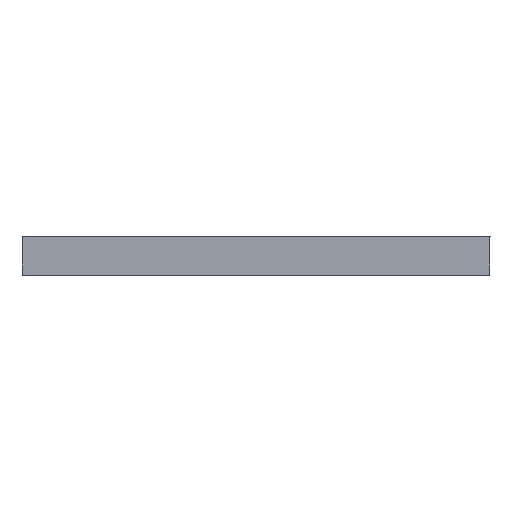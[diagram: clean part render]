
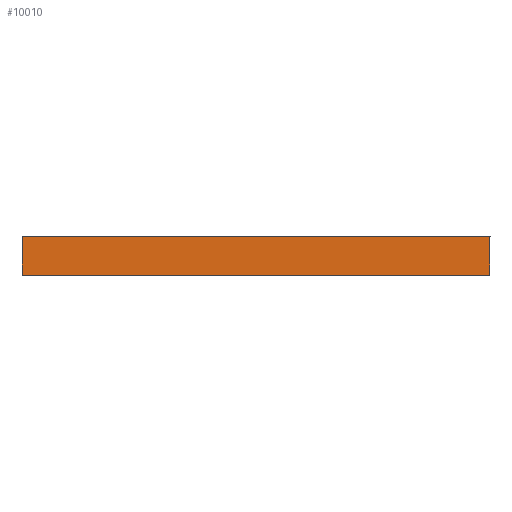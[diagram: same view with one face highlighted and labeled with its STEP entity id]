
A CAD part, top view. The second image highlights one B-rep face of the part: STEP entity #10010.
In plain terms, the highlighted face is planar.
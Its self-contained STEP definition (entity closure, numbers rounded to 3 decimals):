
#100=CARTESIAN_POINT('',(-2.4,40.,-39.525));
#110=VERTEX_POINT('',#100);
#2400=CARTESIAN_POINT('',(-2.4,40.,9.075));
#2410=VERTEX_POINT('',#2400);
#2440=CARTESIAN_POINT('',(-2.4,40.,
4.407));
#2450=DIRECTION('',(0.,0.,1.));
#2460=VECTOR('',#2450,1.);
#2470=LINE('',#2440,#2460);
#2480=EDGE_CURVE('',#110,#2410,#2470,.T.);
#3050=CARTESIAN_POINT('',(-6.4,40.,9.075));
#3060=VERTEX_POINT('',#3050);
#5330=CARTESIAN_POINT('',(-6.4,40.,-39.525));
#5340=VERTEX_POINT('',#5330);
#5370=CARTESIAN_POINT('',(-6.4,40.,-15.225));
#5380=DIRECTION('',(0.,0.,1.));
#5390=VECTOR('',#5380,1.);
#5400=LINE('',#5370,#5390);
#5410=EDGE_CURVE('',#5340,#3060,#5400,.T.);
#6000=CARTESIAN_POINT('',(-2.4,40.,9.075));
#6010=DIRECTION('',(1.,0.,0.));
#6020=VECTOR('',#6010,1.);
#6030=LINE('',#6000,#6020);
#6040=EDGE_CURVE('',#3060,#2410,#6030,.T.);
#9850=CARTESIAN_POINT('',(-2.4,40.,-38.425));
#9860=DIRECTION('',(-0.,-1.,0.));
#9870=DIRECTION('',(0.,0.,1.));
#9880=AXIS2_PLACEMENT_3D('',#9850,#9860,#9870);
#9890=PLANE('',#9880);
#9900=ORIENTED_EDGE('',*,*,#2480,.F.);
#9910=ORIENTED_EDGE('',*,*,#6040,.T.);
#9920=ORIENTED_EDGE('',*,*,#5410,.T.);
#9930=CARTESIAN_POINT('',(-2.4,40.,-39.525));
#9940=DIRECTION('',(1.,0.,0.));
#9950=VECTOR('',#9940,1.);
#9960=LINE('',#9930,#9950);
#9970=EDGE_CURVE('',#5340,#110,#9960,.T.);
#9980=ORIENTED_EDGE('',*,*,#9970,.F.);
#9990=EDGE_LOOP('',(#9980,#9920,#9910,#9900));
#10000=FACE_OUTER_BOUND('',#9990,.T.);
#10010=ADVANCED_FACE('',(#10000),#9890,.F.);
